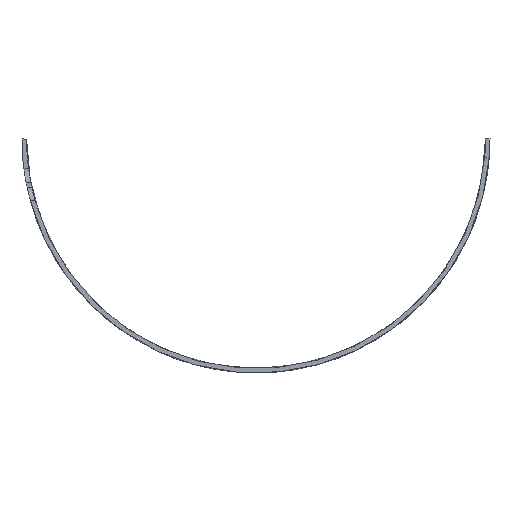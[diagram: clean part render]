
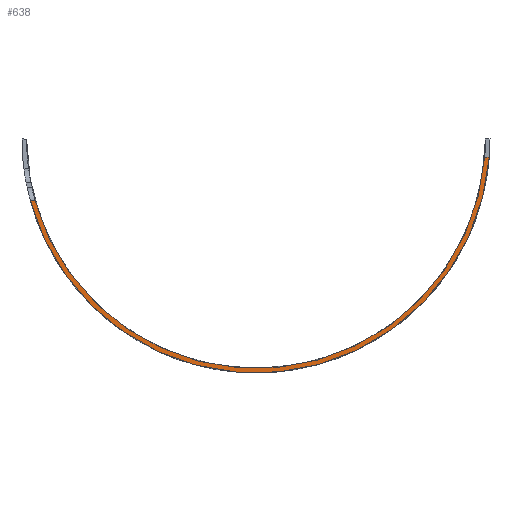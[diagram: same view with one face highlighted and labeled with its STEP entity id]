
A CAD part, front view. The second image highlights one B-rep face of the part: STEP entity #638.
In plain terms, the highlighted planar face has unit normal (0, -1, 0).
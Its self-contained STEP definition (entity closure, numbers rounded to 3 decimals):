
#83 = FACE_OUTER_BOUND ( 'NONE', #785, .T. ) ;
#94 = VERTEX_POINT ( 'NONE', #987 ) ;
#129 = EDGE_CURVE ( 'NONE', #94, #659, #1111, .T. ) ;
#174 = AXIS2_PLACEMENT_3D ( 'NONE', #667, #178, #958 ) ;
#178 = DIRECTION ( 'NONE',  ( 0., -1., 0. ) ) ;
#242 = CARTESIAN_POINT ( 'NONE',  ( -49.84, -120., 4. ) ) ;
#261 = CIRCLE ( 'NONE', #174, 50. ) ;
#264 = EDGE_CURVE ( 'NONE', #1273, #659, #995, .T. ) ;
#314 = DIRECTION ( 'NONE',  ( 0., 1., 0. ) ) ;
#382 = DIRECTION ( 'NONE',  ( 0., 0., -1. ) ) ;
#473 = CARTESIAN_POINT ( 'NONE',  ( 0., -120., 0. ) ) ;
#480 = CARTESIAN_POINT ( 'NONE',  ( -50.843, -120., 4. ) ) ;
#485 = ORIENTED_EDGE ( 'NONE', *, *, #129, .T. ) ;
#506 = ORIENTED_EDGE ( 'NONE', *, *, #264, .F. ) ;
#584 = VERTEX_POINT ( 'NONE', #242 ) ;
#589 = DIRECTION ( 'NONE',  ( 0., 0., -1. ) ) ;
#613 = ORIENTED_EDGE ( 'NONE', *, *, #676, .F. ) ;
#638 = ADVANCED_FACE ( 'NONE', ( #83 ), #879, .T. ) ;
#659 = VERTEX_POINT ( 'NONE', #702 ) ;
#667 = CARTESIAN_POINT ( 'NONE',  ( 0., -120., 0. ) ) ;
#676 = EDGE_CURVE ( 'NONE', #584, #1273, #901, .T. ) ;
#702 = CARTESIAN_POINT ( 'NONE',  ( 49.181, -120., 13.5 ) ) ;
#738 = ORIENTED_EDGE ( 'NONE', *, *, #867, .F. ) ;
#785 = EDGE_LOOP ( 'NONE', ( #738, #485, #506, #613 ) ) ;
#788 = VECTOR ( 'NONE', #923, 1000. ) ;
#819 = CARTESIAN_POINT ( 'NONE',  ( 0., -120., 13.5 ) ) ;
#867 = EDGE_CURVE ( 'NONE', #94, #584, #261, .T. ) ;
#879 = PLANE ( 'NONE',  #900 ) ;
#900 = AXIS2_PLACEMENT_3D ( 'NONE', #473, #1075, #382 ) ;
#901 = LINE ( 'NONE', #1205, #1100 ) ;
#923 = DIRECTION ( 'NONE',  ( 1., 0., 0. ) ) ;
#958 = DIRECTION ( 'NONE',  ( 0., 0., -1. ) ) ;
#987 = CARTESIAN_POINT ( 'NONE',  ( 48.143, -120., 13.5 ) ) ;
#995 = CIRCLE ( 'NONE', #1225, 51. ) ;
#1010 = CARTESIAN_POINT ( 'NONE',  ( 0., -120., 0. ) ) ;
#1075 = DIRECTION ( 'NONE',  ( 0., -1., 0. ) ) ;
#1094 = DIRECTION ( 'NONE',  ( -1., 0., 0. ) ) ;
#1100 = VECTOR ( 'NONE', #1094, 1000. ) ;
#1111 = LINE ( 'NONE', #819, #788 ) ;
#1205 = CARTESIAN_POINT ( 'NONE',  ( 0., -120., 4. ) ) ;
#1225 = AXIS2_PLACEMENT_3D ( 'NONE', #1010, #314, #589 ) ;
#1273 = VERTEX_POINT ( 'NONE', #480 ) ;
